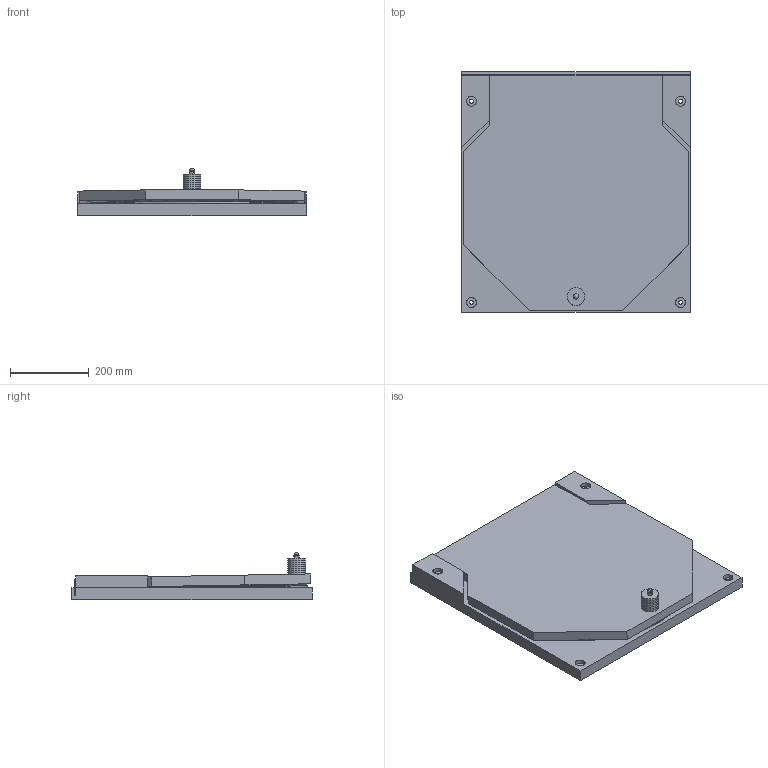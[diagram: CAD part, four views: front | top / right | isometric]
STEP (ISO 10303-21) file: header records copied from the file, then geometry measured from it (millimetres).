
FILE_DESCRIPTION(/* description */ ('Achterplaat'),/* implementation_level */ '2;1');
FILE_NAME(/* name */ '101Y0500.A.stp',/* time_stamp */ '2018-01-29T08:27:43+01:00',/* author */ ('BIDJOSLO'),/* organization */ ('KWT Waterbeheersing'),/* preprocessor_version */ 'ST-DEVELOPER v16.1',/* originating_system */ 'Autodesk Inventor 2016',/* authorisation */ '');
FILE_SCHEMA (('AUTOMOTIVE_DESIGN { 1 0 10303 214 3 1 1 }'));
Products named in the file (13): 101Y0500.10; 101Y0500.32; 101Y0500.11; 101Y0500.12; 101Y0500.13; 101Y0500.20; 101Y0500.31; 1140.SPLS.05x25VK; 1140.1587.08; 1140.7991.08x070; 1140.SPLS.05x40VK; 2340.8.5X45X5; 101Y0500.A
Assembly tree (27 placements, depth 2):
  101Y0500.A
    101Y0500.10
    101Y0500.32
    101Y0500.11
    101Y0500.12
    101Y0500.13
    101Y0500.20
    101Y0500.31
    1140.SPLS.05x25VK  x6
    1140.1587.08
    1140.7991.08x070
    1140.SPLS.05x40VK  x4
    2340.8.5X45X5  x8
Bounding box: 580 x 610 x 119.26 mm (x, y, z)
Volume: 12415277.7 mm3; surface area: 1481968.5 mm2
Topology: 27 solids, 27 shells, 448 faces, 1135 edges, 734 vertices
Faces by surface type: plane 182, cone 133, cylinder 66, torus 40, bspline 26, sphere 1
Full cylindrical faces by diameter (mm): 3 x6, 5.5 x10, 6.647 x1, 7 x4, 8 x1, 8.5 x8, 10 x8, 10.3 x10, 10.5 x2, 12.5 x1, 15.24 x1, 25 x4, 45 x8
Entity records: 40300 total; most frequent: CARTESIAN_POINT 35446, DIRECTION 908, ORIENTED_EDGE 870, EDGE_CURVE 435, AXIS2_PLACEMENT_3D 355, EDGE_LOOP 316, VERTEX_POINT 307, ADVANCED_FACE 212
